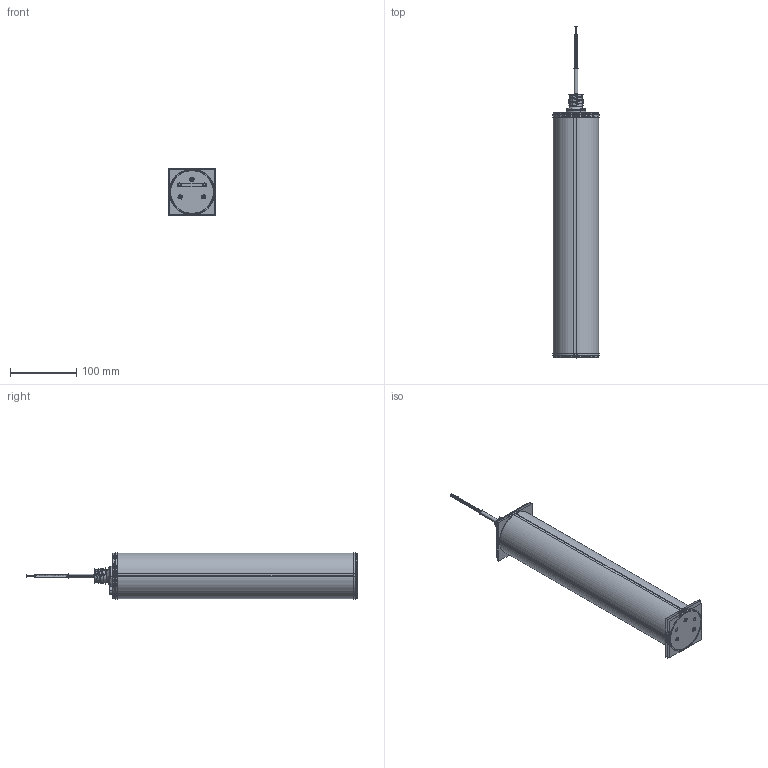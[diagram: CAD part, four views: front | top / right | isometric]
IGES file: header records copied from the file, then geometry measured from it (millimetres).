
Start section:  PTC IGES file: 216284.igs
Global section: file name: 216284.igs; native system: Creo Parametric by PTC Inc.; preprocessor: 2019292; author: PDMAdmin; organization: Unknown; date: 20211028.103733; units: millimetre
Bounding box: 71.29 x 500.58 x 71.25 mm (x, y, z)
Volume: 122878.5 mm3; surface area: 921848.8 mm2
Topology: 19 solids, 19 shells, 806 faces, 4406 edges, 5958 vertices
Faces by surface type: revolution 478, bspline 328
